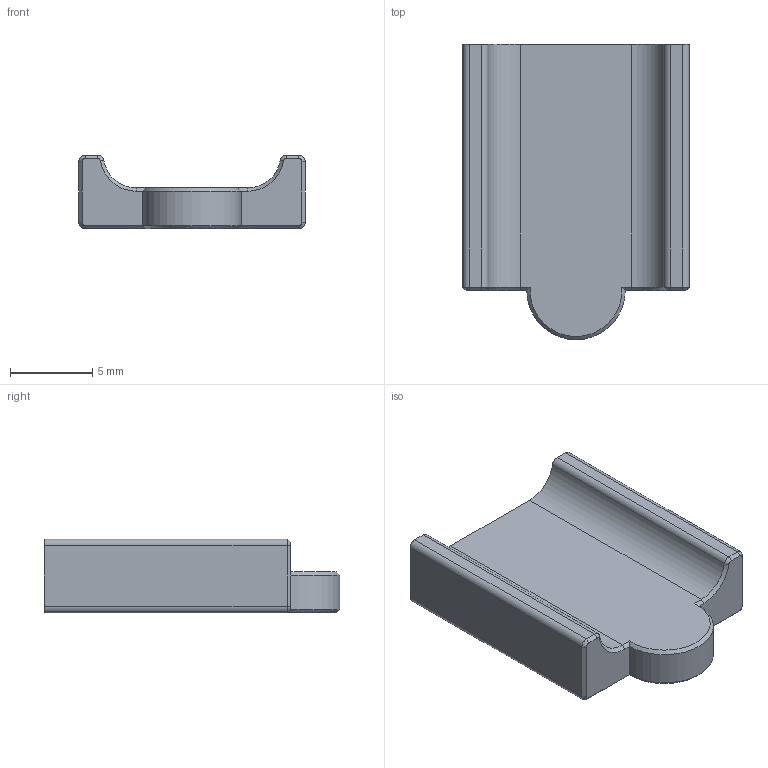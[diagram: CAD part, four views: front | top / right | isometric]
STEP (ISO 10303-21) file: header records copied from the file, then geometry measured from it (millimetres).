
FILE_DESCRIPTION(/* description */ (''),/* implementation_level */ '2;1');
FILE_NAME(/* name */ 'A_BackPlate_v01.stp',/* time_stamp */ '2022-12-04T08:11:40+01:00',/* author */ ('Timo Raab'),/* organization */ ('AG Schmidt-Mende Universität Konstanz'),/* preprocessor_version */ 'ST-DEVELOPER v19.2',/* originating_system */ 'Autodesk Inventor 2023',/* authorisation */ '');
FILE_SCHEMA (('AUTOMOTIVE_DESIGN { 1 0 10303 214 3 1 1 }'));
Length unit declared in the file: millimetre
Products named in the file (1): Test_SampleHolder_Plate_M8Screw_big
Bounding box: 13.8 x 18 x 4.5 mm (x, y, z)
Volume: 625.4 mm3; surface area: 697.2 mm2
Topology: 1 solids, 1 shells, 38 faces, 87 edges, 52 vertices
Faces by surface type: plane 18, cone 11, cylinder 9
Entity records: 1104 total; most frequent: DIRECTION 191, CARTESIAN_POINT 190, ORIENTED_EDGE 174, EDGE_CURVE 87, AXIS2_PLACEMENT_3D 69, LINE 53, VECTOR 53, VERTEX_POINT 52
